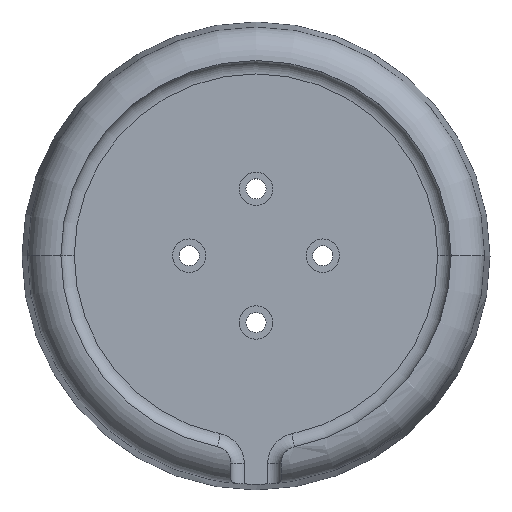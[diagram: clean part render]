
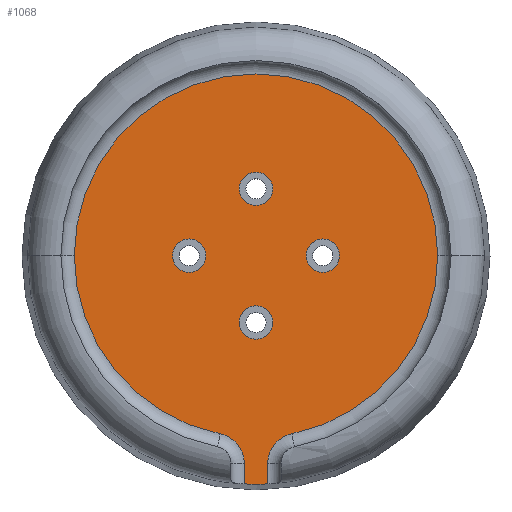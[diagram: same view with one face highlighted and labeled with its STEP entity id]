
A CAD part, top view. The second image highlights one B-rep face of the part: STEP entity #1068.
In plain terms, the highlighted planar face has unit normal (0, 0, 1).
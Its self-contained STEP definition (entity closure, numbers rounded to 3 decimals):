
#1 = CIRCLE ( 'NONE', #485, 2.5 ) ;
#6 = DIRECTION ( 'NONE',  ( 1., 0., 0. ) ) ;
#23 = VERTEX_POINT ( 'NONE', #205 ) ;
#40 = DIRECTION ( 'NONE',  ( 1., 0., 0. ) ) ;
#53 = DIRECTION ( 'NONE',  ( 0., 0., -1. ) ) ;
#71 = CIRCLE ( 'NONE', #689, 4.5 ) ;
#93 = AXIS2_PLACEMENT_3D ( 'NONE', #559, #1289, #185 ) ;
#116 = CARTESIAN_POINT ( 'NONE',  ( -7.5, 0., 10. ) ) ;
#127 = DIRECTION ( 'NONE',  ( 1., 0., 0. ) ) ;
#129 = CARTESIAN_POINT ( 'NONE',  ( 0., 10., 10. ) ) ;
#140 = EDGE_CURVE ( 'NONE', #1082, #168, #361, .T. ) ;
#153 = EDGE_CURVE ( 'NONE', #843, #1294, #349, .T. ) ;
#155 = EDGE_LOOP ( 'NONE', ( #711, #310 ) ) ;
#168 = VERTEX_POINT ( 'NONE', #1241 ) ;
#172 = AXIS2_PLACEMENT_3D ( 'NONE', #1203, #213, #1413 ) ;
#176 = EDGE_LOOP ( 'NONE', ( #220, #1185, #1150, #378, #308, #617, #1265, #524 ) ) ;
#185 = DIRECTION ( 'NONE',  ( 1., 0., 0. ) ) ;
#189 = VERTEX_POINT ( 'NONE', #1121 ) ;
#196 = CARTESIAN_POINT ( 'NONE',  ( 1.75, -38.562, 10. ) ) ;
#205 = CARTESIAN_POINT ( 'NONE',  ( 5.362, -26.649, 10. ) ) ;
#210 = FACE_BOUND ( 'NONE', #1255, .T. ) ;
#213 = DIRECTION ( 'NONE',  ( 0., 0., -1. ) ) ;
#217 = CIRCLE ( 'NONE', #714, 27.183 ) ;
#219 = DIRECTION ( 'NONE',  ( 1., 0., 0. ) ) ;
#220 = ORIENTED_EDGE ( 'NONE', *, *, #383, .F. ) ;
#222 = CARTESIAN_POINT ( 'NONE',  ( 0., 0., 10. ) ) ;
#229 = CARTESIAN_POINT ( 'NONE',  ( 0., -10., 10. ) ) ;
#235 = DIRECTION ( 'NONE',  ( 0., 0., 1. ) ) ;
#254 = EDGE_CURVE ( 'NONE', #1178, #555, #1, .T. ) ;
#274 = EDGE_LOOP ( 'NONE', ( #595, #1264 ) ) ;
#282 = EDGE_CURVE ( 'NONE', #419, #23, #217, .T. ) ;
#303 = EDGE_CURVE ( 'NONE', #23, #864, #71, .T. ) ;
#306 = PLANE ( 'NONE',  #1097 ) ;
#308 = ORIENTED_EDGE ( 'NONE', *, *, #550, .F. ) ;
#310 = ORIENTED_EDGE ( 'NONE', *, *, #457, .F. ) ;
#333 = LINE ( 'NONE', #196, #1170 ) ;
#334 = DIRECTION ( 'NONE',  ( 1., 0., 0. ) ) ;
#346 = DIRECTION ( 'NONE',  ( 1., 0., 0. ) ) ;
#348 = CARTESIAN_POINT ( 'NONE',  ( 12.5, 0., 10. ) ) ;
#349 = LINE ( 'NONE', #1032, #623 ) ;
#360 = DIRECTION ( 'NONE',  ( 0., 1., 0. ) ) ;
#361 = CIRCLE ( 'NONE', #852, 2.5 ) ;
#367 = CARTESIAN_POINT ( 'NONE',  ( -5.362, -26.649, 10. ) ) ;
#377 = CARTESIAN_POINT ( 'NONE',  ( 0., 10., 10. ) ) ;
#378 = ORIENTED_EDGE ( 'NONE', *, *, #1251, .F. ) ;
#383 = EDGE_CURVE ( 'NONE', #864, #189, #333, .T. ) ;
#400 = DIRECTION ( 'NONE',  ( 0., 0., 1. ) ) ;
#418 = DIRECTION ( 'NONE',  ( 1., 0., 0. ) ) ;
#419 = VERTEX_POINT ( 'NONE', #1400 ) ;
#438 = CIRCLE ( 'NONE', #172, 27.183 ) ;
#444 = CARTESIAN_POINT ( 'NONE',  ( -10., 0., 10. ) ) ;
#457 = EDGE_CURVE ( 'NONE', #835, #1393, #715, .T. ) ;
#459 = EDGE_CURVE ( 'NONE', #1393, #835, #558, .T. ) ;
#482 = CARTESIAN_POINT ( 'NONE',  ( 0., -10., 10. ) ) ;
#485 = AXIS2_PLACEMENT_3D ( 'NONE', #521, #614, #418 ) ;
#512 = CARTESIAN_POINT ( 'NONE',  ( -2.5, -10., 10. ) ) ;
#516 = DIRECTION ( 'NONE',  ( 1., 0., 0. ) ) ;
#518 = ORIENTED_EDGE ( 'NONE', *, *, #254, .F. ) ;
#521 = CARTESIAN_POINT ( 'NONE',  ( 10., 0., 10. ) ) ;
#524 = ORIENTED_EDGE ( 'NONE', *, *, #777, .F. ) ;
#539 = FACE_OUTER_BOUND ( 'NONE', #176, .T. ) ;
#550 = EDGE_CURVE ( 'NONE', #731, #800, #438, .T. ) ;
#555 = VERTEX_POINT ( 'NONE', #557 ) ;
#557 = CARTESIAN_POINT ( 'NONE',  ( 7.5, 0., 10. ) ) ;
#558 = CIRCLE ( 'NONE', #972, 2.5 ) ;
#559 = CARTESIAN_POINT ( 'NONE',  ( -6.25, -31.06, 10. ) ) ;
#595 = ORIENTED_EDGE ( 'NONE', *, *, #140, .F. ) ;
#614 = DIRECTION ( 'NONE',  ( 0., 0., 1. ) ) ;
#617 = ORIENTED_EDGE ( 'NONE', *, *, #1426, .F. ) ;
#621 = CARTESIAN_POINT ( 'NONE',  ( -1.75, -31.06, 10. ) ) ;
#623 = VECTOR ( 'NONE', #360, 1000. ) ;
#626 = CIRCLE ( 'NONE', #1016, 2.5 ) ;
#674 = DIRECTION ( 'NONE',  ( 0., 0., -1. ) ) ;
#683 = DIRECTION ( 'NONE',  ( 0., 0., 1. ) ) ;
#689 = AXIS2_PLACEMENT_3D ( 'NONE', #1377, #400, #842 ) ;
#695 = VERTEX_POINT ( 'NONE', #116 ) ;
#704 = CARTESIAN_POINT ( 'NONE',  ( -27.183, 0., 10. ) ) ;
#711 = ORIENTED_EDGE ( 'NONE', *, *, #459, .F. ) ;
#714 = AXIS2_PLACEMENT_3D ( 'NONE', #1060, #53, #516 ) ;
#715 = CIRCLE ( 'NONE', #1107, 2.5 ) ;
#729 = AXIS2_PLACEMENT_3D ( 'NONE', #1401, #763, #870 ) ;
#731 = VERTEX_POINT ( 'NONE', #367 ) ;
#733 = EDGE_CURVE ( 'NONE', #168, #1082, #626, .T. ) ;
#751 = DIRECTION ( 'NONE',  ( 0., -1., 0. ) ) ;
#757 = CIRCLE ( 'NONE', #729, 2.5 ) ;
#763 = DIRECTION ( 'NONE',  ( 0., 0., 1. ) ) ;
#777 = EDGE_CURVE ( 'NONE', #189, #843, #953, .T. ) ;
#796 = CIRCLE ( 'NONE', #1336, 27.183 ) ;
#798 = DIRECTION ( 'NONE',  ( 0., 0., 1. ) ) ;
#800 = VERTEX_POINT ( 'NONE', #704 ) ;
#805 = AXIS2_PLACEMENT_3D ( 'NONE', #1372, #847, #40 ) ;
#823 = VERTEX_POINT ( 'NONE', #1352 ) ;
#835 = VERTEX_POINT ( 'NONE', #512 ) ;
#842 = DIRECTION ( 'NONE',  ( 1., 0., 0. ) ) ;
#843 = VERTEX_POINT ( 'NONE', #1151 ) ;
#846 = CIRCLE ( 'NONE', #93, 4.5 ) ;
#847 = DIRECTION ( 'NONE',  ( 0., 0., 1. ) ) ;
#852 = AXIS2_PLACEMENT_3D ( 'NONE', #377, #798, #127 ) ;
#856 = AXIS2_PLACEMENT_3D ( 'NONE', #444, #1213, #219 ) ;
#864 = VERTEX_POINT ( 'NONE', #962 ) ;
#870 = DIRECTION ( 'NONE',  ( 1., 0., 0. ) ) ;
#881 = CIRCLE ( 'NONE', #805, 2.5 ) ;
#894 = EDGE_CURVE ( 'NONE', #695, #823, #881, .T. ) ;
#929 = ORIENTED_EDGE ( 'NONE', *, *, #894, .F. ) ;
#932 = EDGE_LOOP ( 'NONE', ( #518, #1287 ) ) ;
#953 = CIRCLE ( 'NONE', #1123, 34.183 ) ;
#962 = CARTESIAN_POINT ( 'NONE',  ( 1.75, -31.06, 10. ) ) ;
#972 = AXIS2_PLACEMENT_3D ( 'NONE', #229, #683, #346 ) ;
#979 = DIRECTION ( 'NONE',  ( 0., 0., 1. ) ) ;
#992 = EDGE_CURVE ( 'NONE', #823, #695, #1171, .T. ) ;
#1000 = FACE_BOUND ( 'NONE', #932, .T. ) ;
#1016 = AXIS2_PLACEMENT_3D ( 'NONE', #129, #235, #1026 ) ;
#1026 = DIRECTION ( 'NONE',  ( 1., 0., 0. ) ) ;
#1032 = CARTESIAN_POINT ( 'NONE',  ( -1.75, -31.06, 10. ) ) ;
#1052 = DIRECTION ( 'NONE',  ( 0., 0., -1. ) ) ;
#1060 = CARTESIAN_POINT ( 'NONE',  ( 0., 0., 10. ) ) ;
#1068 = ADVANCED_FACE ( 'NONE', ( #210, #1104, #1000, #1317, #539 ), #306, .T. ) ;
#1074 = EDGE_CURVE ( 'NONE', #555, #1178, #757, .T. ) ;
#1082 = VERTEX_POINT ( 'NONE', #1194 ) ;
#1097 = AXIS2_PLACEMENT_3D ( 'NONE', #1424, #979, #334 ) ;
#1104 = FACE_BOUND ( 'NONE', #274, .T. ) ;
#1107 = AXIS2_PLACEMENT_3D ( 'NONE', #482, #1246, #6 ) ;
#1121 = CARTESIAN_POINT ( 'NONE',  ( 1.75, -34.138, 10. ) ) ;
#1123 = AXIS2_PLACEMENT_3D ( 'NONE', #222, #674, #1330 ) ;
#1150 = ORIENTED_EDGE ( 'NONE', *, *, #282, .F. ) ;
#1151 = CARTESIAN_POINT ( 'NONE',  ( -1.75, -34.138, 10. ) ) ;
#1154 = CARTESIAN_POINT ( 'NONE',  ( 0., 0., 10. ) ) ;
#1170 = VECTOR ( 'NONE', #751, 1000. ) ;
#1171 = CIRCLE ( 'NONE', #856, 2.5 ) ;
#1178 = VERTEX_POINT ( 'NONE', #348 ) ;
#1185 = ORIENTED_EDGE ( 'NONE', *, *, #303, .F. ) ;
#1194 = CARTESIAN_POINT ( 'NONE',  ( 2.5, 10., 10. ) ) ;
#1203 = CARTESIAN_POINT ( 'NONE',  ( 0., 0., 10. ) ) ;
#1211 = CARTESIAN_POINT ( 'NONE',  ( 2.5, -10., 10. ) ) ;
#1213 = DIRECTION ( 'NONE',  ( 0., 0., 1. ) ) ;
#1241 = CARTESIAN_POINT ( 'NONE',  ( -2.5, 10., 10. ) ) ;
#1246 = DIRECTION ( 'NONE',  ( 0., 0., 1. ) ) ;
#1251 = EDGE_CURVE ( 'NONE', #800, #419, #796, .T. ) ;
#1255 = EDGE_LOOP ( 'NONE', ( #929, #1353 ) ) ;
#1264 = ORIENTED_EDGE ( 'NONE', *, *, #733, .F. ) ;
#1265 = ORIENTED_EDGE ( 'NONE', *, *, #153, .F. ) ;
#1279 = DIRECTION ( 'NONE',  ( 1., 0., 0. ) ) ;
#1287 = ORIENTED_EDGE ( 'NONE', *, *, #1074, .F. ) ;
#1289 = DIRECTION ( 'NONE',  ( 0., 0., 1. ) ) ;
#1294 = VERTEX_POINT ( 'NONE', #621 ) ;
#1317 = FACE_BOUND ( 'NONE', #155, .T. ) ;
#1330 = DIRECTION ( 'NONE',  ( 1., 0., 0. ) ) ;
#1336 = AXIS2_PLACEMENT_3D ( 'NONE', #1154, #1052, #1279 ) ;
#1352 = CARTESIAN_POINT ( 'NONE',  ( -12.5, 0., 10. ) ) ;
#1353 = ORIENTED_EDGE ( 'NONE', *, *, #992, .F. ) ;
#1372 = CARTESIAN_POINT ( 'NONE',  ( -10., 0., 10. ) ) ;
#1377 = CARTESIAN_POINT ( 'NONE',  ( 6.25, -31.06, 10. ) ) ;
#1393 = VERTEX_POINT ( 'NONE', #1211 ) ;
#1400 = CARTESIAN_POINT ( 'NONE',  ( 27.183, 0., 10. ) ) ;
#1401 = CARTESIAN_POINT ( 'NONE',  ( 10., 0., 10. ) ) ;
#1413 = DIRECTION ( 'NONE',  ( 1., 0., 0. ) ) ;
#1424 = CARTESIAN_POINT ( 'NONE',  ( 0., 0., 10. ) ) ;
#1426 = EDGE_CURVE ( 'NONE', #1294, #731, #846, .T. ) ;
